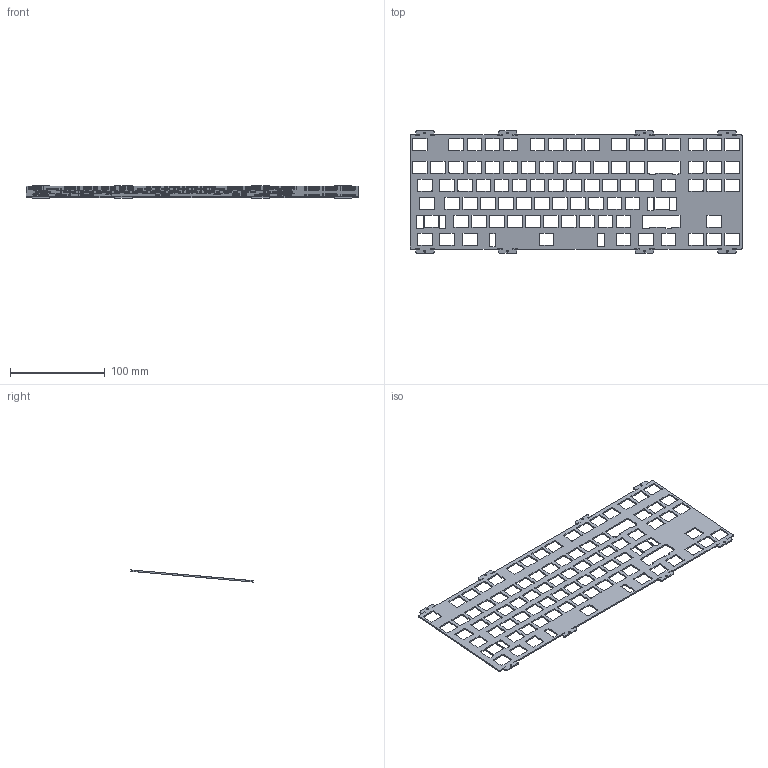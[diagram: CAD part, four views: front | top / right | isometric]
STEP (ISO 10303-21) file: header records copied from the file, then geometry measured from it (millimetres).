
FILE_DESCRIPTION(/* description */ (''),/* implementation_level */ '2;1');
FILE_NAME(/* name */ 'Infinitum_ALPS.step',/* time_stamp */ '2020-11-23T10:51:21-05:00',/* author */ (''),/* organization */ (''),/* preprocessor_version */ 'ST-DEVELOPER v18.1',/* originating_system */ 'Autodesk Translation Framework v9.3.0.1241',/* authorisation */ '');
FILE_SCHEMA (('AUTOMOTIVE_DESIGN { 1 0 10303 214 3 1 1 }'));
Length unit declared in the file: millimetre
Products named in the file (2): alps plate; plate
Assembly tree (1 placements, depth 2):
  alps plate
    plate
Bounding box: 350.01 x 129.05 x 12.77 mm (x, y, z)
Volume: 37259.4 mm3; surface area: 59150.8 mm2
Topology: 1 solids, 1 shells, 939 faces, 2811 edges, 1874 vertices
Faces by surface type: plane 485, cylinder 454
Full cylindrical faces by diameter (mm): 2 x8
Entity records: 32313 total; most frequent: CARTESIAN_POINT 5627, ORIENTED_EDGE 5622, DIRECTION 5603, EDGE_CURVE 2811, LINE 1903, VECTOR 1903, VERTEX_POINT 1874, AXIS2_PLACEMENT_3D 1850
